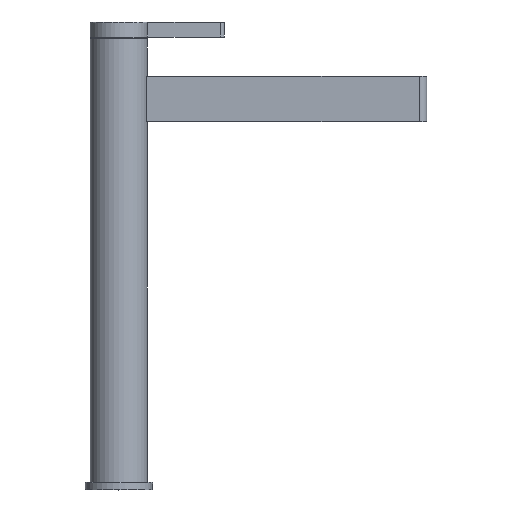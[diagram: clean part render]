
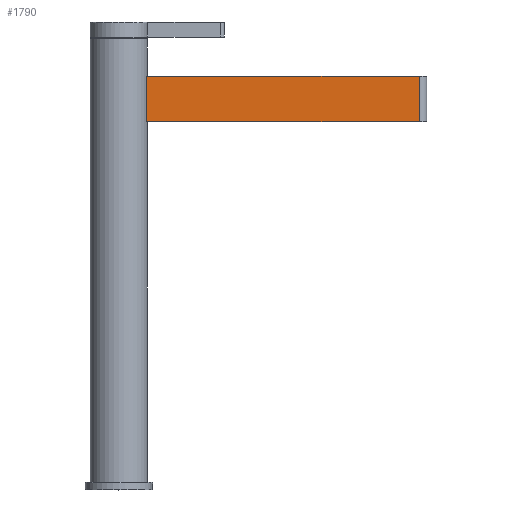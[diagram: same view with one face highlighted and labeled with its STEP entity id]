
A CAD part, front view. The second image highlights one B-rep face of the part: STEP entity #1790.
In plain terms, the highlighted planar face has unit normal (0, -1, 0).
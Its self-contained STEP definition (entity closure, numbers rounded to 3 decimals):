
#230=LINE('',#4904,#358);
#234=LINE('',#4913,#362);
#235=LINE('',#4915,#363);
#236=LINE('',#4916,#364);
#358=VECTOR('',#2548,181.5);
#362=VECTOR('',#2556,30.);
#363=VECTOR('',#2557,30.);
#364=VECTOR('',#2558,181.5);
#505=FACE_OUTER_BOUND('',#624,.T.);
#624=EDGE_LOOP('',(#1563,#1564,#1565,#1566));
#871=VERTEX_POINT('',#4897);
#874=VERTEX_POINT('',#4902);
#877=VERTEX_POINT('',#4912);
#878=VERTEX_POINT('',#4914);
#1107=EDGE_CURVE('',#874,#871,#230,.T.);
#1111=EDGE_CURVE('',#871,#877,#234,.T.);
#1112=EDGE_CURVE('',#878,#874,#235,.T.);
#1113=EDGE_CURVE('',#878,#877,#236,.T.);
#1563=ORIENTED_EDGE('',*,*,#1111,.F.);
#1564=ORIENTED_EDGE('',*,*,#1107,.F.);
#1565=ORIENTED_EDGE('',*,*,#1112,.F.);
#1566=ORIENTED_EDGE('',*,*,#1113,.T.);
#1690=PLANE('',#2053);
#1790=ADVANCED_FACE('',(#505),#1690,.T.);
#2053=AXIS2_PLACEMENT_3D('',#4911,#2554,#2555);
#2548=DIRECTION('',(1.,0.,0.));
#2554=DIRECTION('center_axis',(0.,-1.,0.));
#2555=DIRECTION('ref_axis',(1.,0.,0.));
#2556=DIRECTION('',(0.,0.,-1.));
#2557=DIRECTION('',(0.,0.,1.));
#2558=DIRECTION('',(1.,0.,0.));
#4897=CARTESIAN_POINT('',(199.83,-3.357,274.432));
#4902=CARTESIAN_POINT('',(18.33,-3.357,274.432));
#4904=CARTESIAN_POINT('',(18.33,-3.357,274.432));
#4911=CARTESIAN_POINT('Origin',(18.33,-3.357,244.432));
#4912=CARTESIAN_POINT('',(199.83,-3.357,244.432));
#4913=CARTESIAN_POINT('',(199.83,-3.357,274.432));
#4914=CARTESIAN_POINT('',(18.33,-3.357,244.432));
#4915=CARTESIAN_POINT('',(18.33,-3.357,244.432));
#4916=CARTESIAN_POINT('',(18.33,-3.357,244.432));
